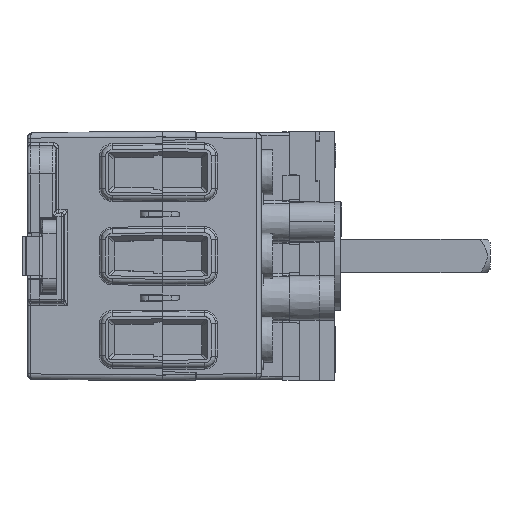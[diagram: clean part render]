
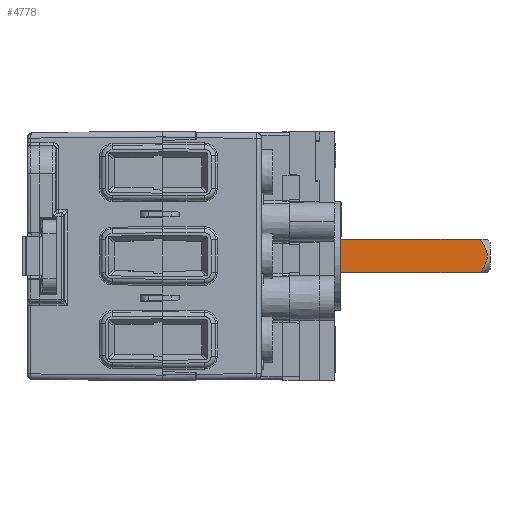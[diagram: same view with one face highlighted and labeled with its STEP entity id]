
A CAD part, front view. The second image highlights one B-rep face of the part: STEP entity #4778.
In plain terms, the highlighted planar face has unit normal (0, -1, 0).
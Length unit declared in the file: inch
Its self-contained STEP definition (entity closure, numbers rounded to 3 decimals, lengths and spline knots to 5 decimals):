
#574 = CARTESIAN_POINT ( 'NONE',  ( 1.97638, -0.11811, 0.11811 ) ) ;
#1142 = CARTESIAN_POINT ( 'NONE',  ( 3.04582, -0.11811, -0.02103 ) ) ;
#1345 = ORIENTED_EDGE ( 'NONE', *, *, #47394, .T. ) ;
#1752 = LINE ( 'NONE', #20926, #39194 ) ;
#4778 = ADVANCED_FACE ( 'Defeature ausgef�hrt5_6', ( #32490 ), #27967, .F. ) ;
#4900 = CARTESIAN_POINT ( 'NONE',  ( 3.03992, -0.11811, 0.04344 ) ) ;
#6119 = ORIENTED_EDGE ( 'NONE', *, *, #10676, .F. ) ;
#6617 = EDGE_LOOP ( 'NONE', ( #25879, #1345, #6119, #13932 ) ) ;
#8464 = DIRECTION ( 'NONE',  ( 1., 0., 0. ) ) ;
#9154 = CARTESIAN_POINT ( 'NONE',  ( 3.02234, -0.11811, 0.08243 ) ) ;
#9918 = CARTESIAN_POINT ( 'NONE',  ( 2.99832, -0.11811, -0.11811 ) ) ;
#9957 = CARTESIAN_POINT ( 'NONE',  ( 2.99832, -0.11811, -0.11811 ) ) ;
#10676 = EDGE_CURVE ( 'NONE', #43440, #14702, #30502, .T. ) ;
#11304 = AXIS2_PLACEMENT_3D ( 'NONE', #19447, #24246, #52477 ) ;
#12450 = CARTESIAN_POINT ( 'NONE',  ( 3.06693, -0.11811, 0.11811 ) ) ;
#13126 = CARTESIAN_POINT ( 'NONE',  ( 3.04717, -0.11811, 0.01156 ) ) ;
#13395 = CARTESIAN_POINT ( 'NONE',  ( 3.03651, -0.11811, -0.05222 ) ) ;
#13932 = ORIENTED_EDGE ( 'NONE', *, *, #35629, .F. ) ;
#14702 = VERTEX_POINT ( 'NONE', #9957 ) ;
#16496 = CARTESIAN_POINT ( 'NONE',  ( 1.97638, -0.11811, 0.11811 ) ) ;
#18147 = CARTESIAN_POINT ( 'NONE',  ( 3.02266, -0.11811, -0.08196 ) ) ;
#19447 = CARTESIAN_POINT ( 'NONE',  ( 3.06693, -0.11811, 0.11811 ) ) ;
#20926 = CARTESIAN_POINT ( 'NONE',  ( 3.06693, -0.11811, -0.11811 ) ) ;
#21011 = LINE ( 'NONE', #16496, #46057 ) ;
#24246 = DIRECTION ( 'NONE',  ( 0., 1., 0. ) ) ;
#25458 = CARTESIAN_POINT ( 'NONE',  ( 2.99832, -0.11811, 0.11811 ) ) ;
#25879 = ORIENTED_EDGE ( 'NONE', *, *, #49207, .F. ) ;
#27967 = PLANE ( 'NONE',  #11304 ) ;
#29093 = CARTESIAN_POINT ( 'NONE',  ( 3.036, -0.11811, 0.05343 ) ) ;
#29352 = CARTESIAN_POINT ( 'NONE',  ( 3.04731, -0.11811, -0.01003 ) ) ;
#29992 = VECTOR ( 'NONE', #8464, 39.37008 ) ;
#30502 = B_SPLINE_CURVE_WITH_KNOTS ( 'NONE', 3,
 ( #37632, #49347, #9154, #29093, #4900, #33349, #13126, #29352, #1142, #33608, #13395, #18147, #30672, #9918 ),
 .UNSPECIFIED., .F., .F.,
 ( 4, 2, 2, 2, 2, 2, 4 ),
 ( 0., 0.00163, 0.00244, 0.00325, 0.00407, 0.00488, 0.00651 ),
 .UNSPECIFIED. ) ;
#30672 = CARTESIAN_POINT ( 'NONE',  ( 3.01092, -0.11811, -0.10029 ) ) ;
#31190 = CARTESIAN_POINT ( 'NONE',  ( 1.97638, -0.11811, -0.11811 ) ) ;
#32490 = FACE_OUTER_BOUND ( 'NONE', #6617, .T. ) ;
#33349 = CARTESIAN_POINT ( 'NONE',  ( 3.04558, -0.11811, 0.02234 ) ) ;
#33608 = CARTESIAN_POINT ( 'NONE',  ( 3.04039, -0.11811, -0.04206 ) ) ;
#35629 = EDGE_CURVE ( 'NONE', #43084, #43440, #36942, .T. ) ;
#36942 = LINE ( 'NONE', #12450, #29992 ) ;
#37632 = CARTESIAN_POINT ( 'NONE',  ( 2.99832, -0.11811, 0.11811 ) ) ;
#39194 = VECTOR ( 'NONE', #45436, 39.37008 ) ;
#40463 = VERTEX_POINT ( 'NONE', #31190 ) ;
#43084 = VERTEX_POINT ( 'NONE', #574 ) ;
#43440 = VERTEX_POINT ( 'NONE', #25458 ) ;
#44996 = DIRECTION ( 'NONE',  ( 0., 0., 1. ) ) ;
#45436 = DIRECTION ( 'NONE',  ( 1., 0., 0. ) ) ;
#46057 = VECTOR ( 'NONE', #44996, 39.37008 ) ;
#47394 = EDGE_CURVE ( 'NONE', #40463, #14702, #1752, .T. ) ;
#49207 = EDGE_CURVE ( 'NONE', #40463, #43084, #21011, .T. ) ;
#49347 = CARTESIAN_POINT ( 'NONE',  ( 3.01078, -0.11811, 0.1005 ) ) ;
#52477 = DIRECTION ( 'NONE',  ( 0., 0., 1. ) ) ;
